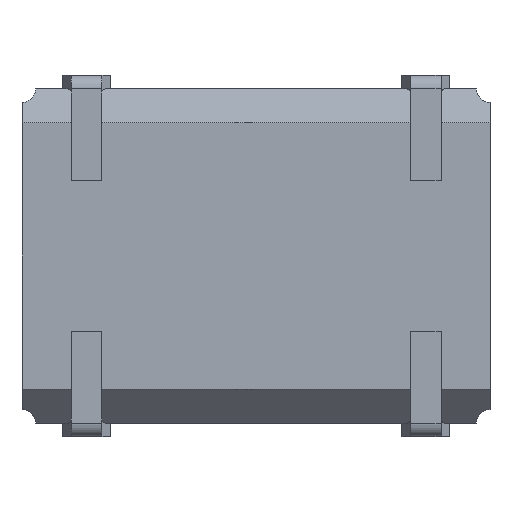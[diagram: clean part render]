
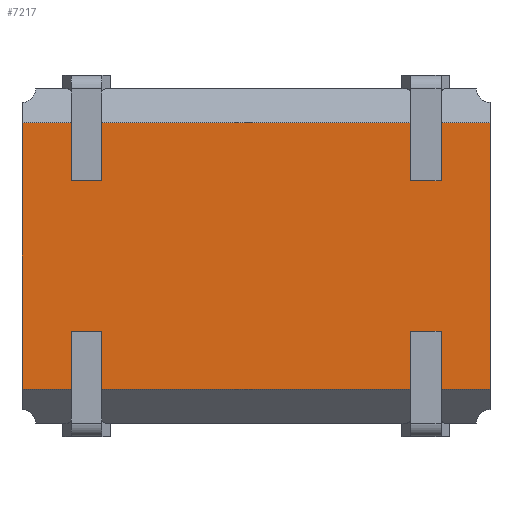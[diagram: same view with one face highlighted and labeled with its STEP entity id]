
A CAD part, front view. The second image highlights one B-rep face of the part: STEP entity #7217.
In plain terms, the highlighted planar face has unit normal (0, -1, 0).
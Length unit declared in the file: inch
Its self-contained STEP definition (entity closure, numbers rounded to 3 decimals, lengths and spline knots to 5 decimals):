
#26 = DIRECTION ( 'NONE',  ( 0., 0., -1. ) ) ;
#74 = CARTESIAN_POINT ( 'NONE',  ( -1.55628, -0.14289, 0.89394 ) ) ;
#112 = CARTESIAN_POINT ( 'NONE',  ( -1.83228, -0.14289, 1.07094 ) ) ;
#119 = ORIENTED_EDGE ( 'NONE', *, *, #18037, .T. ) ;
#200 = VECTOR ( 'NONE', #26, 39.37008 ) ;
#391 = LINE ( 'NONE', #3174, #11555 ) ;
#792 = CARTESIAN_POINT ( 'NONE',  ( -1.56428, -0.14289, 0.89394 ) ) ;
#1580 = CARTESIAN_POINT ( 'NONE',  ( -1.83228, -0.14289, 0.89394 ) ) ;
#2156 = VERTEX_POINT ( 'NONE', #1580 ) ;
#3174 = CARTESIAN_POINT ( 'NONE',  ( -1.83228, -0.14289, 1.05094 ) ) ;
#3679 = DIRECTION ( 'NONE',  ( 0., 0., 1. ) ) ;
#3824 = CARTESIAN_POINT ( 'NONE',  ( -1.83228, -0.14289, 1.05094 ) ) ;
#4306 = ORIENTED_EDGE ( 'NONE', *, *, #16741, .T. ) ;
#4374 = VECTOR ( 'NONE', #7314, 39.37008 ) ;
#5358 = DIRECTION ( 'NONE',  ( 1., 0., 0. ) ) ;
#6527 = AXIS2_PLACEMENT_3D ( 'NONE', #6671, #10961, #3679 ) ;
#6671 = CARTESIAN_POINT ( 'NONE',  ( -1.83228, -0.14289, 1.07094 ) ) ;
#6803 = VERTEX_POINT ( 'NONE', #15422 ) ;
#7217 = ADVANCED_FACE ( 'NONE', ( #17961 ), #8085, .F. ) ;
#7314 = DIRECTION ( 'NONE',  ( 0., 0., -1. ) ) ;
#8085 = PLANE ( 'NONE',  #6527 ) ;
#8453 = EDGE_LOOP ( 'NONE', ( #9153, #119, #10979, #4306 ) ) ;
#8819 = LINE ( 'NONE', #11600, #200 ) ;
#9065 = DIRECTION ( 'NONE',  ( -1., 0., 0. ) ) ;
#9153 = ORIENTED_EDGE ( 'NONE', *, *, #17340, .F. ) ;
#10101 = LINE ( 'NONE', #112, #4374 ) ;
#10961 = DIRECTION ( 'NONE',  ( 0., 1., 0. ) ) ;
#10979 = ORIENTED_EDGE ( 'NONE', *, *, #17281, .T. ) ;
#11555 = VECTOR ( 'NONE', #9065, 39.37008 ) ;
#11600 = CARTESIAN_POINT ( 'NONE',  ( -1.55628, -0.14289, 1.07094 ) ) ;
#12245 = LINE ( 'NONE', #792, #18056 ) ;
#13521 = VERTEX_POINT ( 'NONE', #3824 ) ;
#15422 = CARTESIAN_POINT ( 'NONE',  ( -1.55628, -0.14289, 1.05094 ) ) ;
#16741 = EDGE_CURVE ( 'NONE', #2156, #17731, #12245, .T. ) ;
#17281 = EDGE_CURVE ( 'NONE', #13521, #2156, #10101, .T. ) ;
#17340 = EDGE_CURVE ( 'NONE', #6803, #17731, #8819, .T. ) ;
#17731 = VERTEX_POINT ( 'NONE', #74 ) ;
#17961 = FACE_OUTER_BOUND ( 'NONE', #8453, .T. ) ;
#18037 = EDGE_CURVE ( 'NONE', #6803, #13521, #391, .T. ) ;
#18056 = VECTOR ( 'NONE', #5358, 39.37008 ) ;
